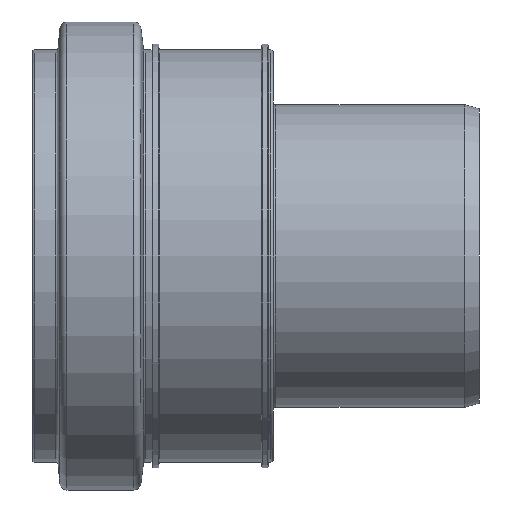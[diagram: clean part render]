
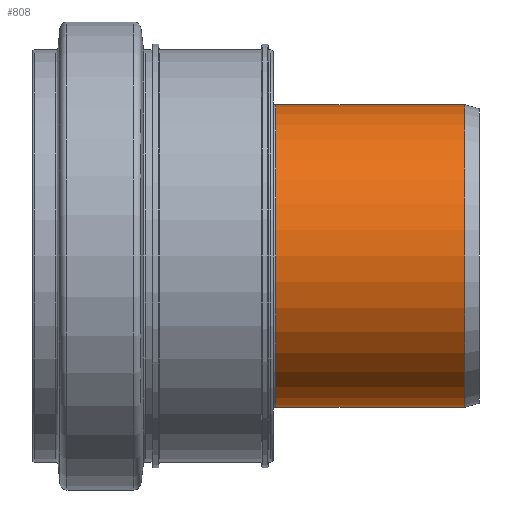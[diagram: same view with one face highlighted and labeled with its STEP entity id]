
A CAD part, front view. The second image highlights one B-rep face of the part: STEP entity #808.
In plain terms, the highlighted cylindrical face has radius 62.5 mm (diameter 125 mm), a full revolution.
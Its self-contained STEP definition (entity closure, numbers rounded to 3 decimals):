
#39=CYLINDRICAL_SURFACE('',#887,62.5);
#56=FACE_OUTER_BOUND('',#96,.T.);
#96=EDGE_LOOP('',(#565,#566,#567,#568,#569,#570,#571));
#135=LINE('',#1397,#156);
#156=VECTOR('',#1079,62.5);
#190=CIRCLE('',#884,62.5);
#191=CIRCLE('',#885,62.5);
#192=CIRCLE('',#886,62.5);
#193=CIRCLE('',#888,62.5);
#194=CIRCLE('',#889,62.5);
#302=VERTEX_POINT('',#1385);
#303=VERTEX_POINT('',#1387);
#304=VERTEX_POINT('',#1389);
#305=VERTEX_POINT('',#1393);
#306=VERTEX_POINT('',#1394);
#408=EDGE_CURVE('',#303,#302,#190,.T.);
#409=EDGE_CURVE('',#304,#303,#191,.T.);
#410=EDGE_CURVE('',#302,#304,#192,.T.);
#411=EDGE_CURVE('',#305,#306,#193,.T.);
#412=EDGE_CURVE('',#306,#305,#194,.T.);
#413=EDGE_CURVE('',#306,#304,#135,.T.);
#565=ORIENTED_EDGE('',*,*,#411,.F.);
#566=ORIENTED_EDGE('',*,*,#412,.F.);
#567=ORIENTED_EDGE('',*,*,#413,.T.);
#568=ORIENTED_EDGE('',*,*,#409,.T.);
#569=ORIENTED_EDGE('',*,*,#408,.T.);
#570=ORIENTED_EDGE('',*,*,#410,.T.);
#571=ORIENTED_EDGE('',*,*,#413,.F.);
#808=ADVANCED_FACE('',(#56),#39,.T.);
#884=AXIS2_PLACEMENT_3D('',#1388,#1067,#1068);
#885=AXIS2_PLACEMENT_3D('',#1390,#1069,#1070);
#886=AXIS2_PLACEMENT_3D('',#1391,#1071,#1072);
#887=AXIS2_PLACEMENT_3D('',#1392,#1073,#1074);
#888=AXIS2_PLACEMENT_3D('',#1395,#1075,#1076);
#889=AXIS2_PLACEMENT_3D('',#1396,#1077,#1078);
#1067=DIRECTION('center_axis',(1.,0.,0.));
#1068=DIRECTION('ref_axis',(0.,0.,-1.));
#1069=DIRECTION('center_axis',(1.,0.,0.));
#1070=DIRECTION('ref_axis',(0.,0.,-1.));
#1071=DIRECTION('center_axis',(1.,0.,0.));
#1072=DIRECTION('ref_axis',(0.,0.,-1.));
#1073=DIRECTION('center_axis',(1.,0.,0.));
#1074=DIRECTION('ref_axis',(0.,1.,0.));
#1075=DIRECTION('center_axis',(1.,0.,0.));
#1076=DIRECTION('ref_axis',(0.,0.,-1.));
#1077=DIRECTION('center_axis',(1.,0.,0.));
#1078=DIRECTION('ref_axis',(0.,0.,-1.));
#1079=DIRECTION('',(-1.,0.,0.));
#1385=CARTESIAN_POINT('',(51.571,0.,62.5));
#1387=CARTESIAN_POINT('',(51.571,62.5,0.));
#1388=CARTESIAN_POINT('Origin',(51.571,0.,0.));
#1389=CARTESIAN_POINT('',(51.571,-62.5,0.));
#1390=CARTESIAN_POINT('Origin',(51.571,0.,0.));
#1391=CARTESIAN_POINT('Origin',(51.571,0.,0.));
#1392=CARTESIAN_POINT('Origin',(90.584,0.,0.));
#1393=CARTESIAN_POINT('',(129.597,62.5,0.));
#1394=CARTESIAN_POINT('',(129.597,-62.5,0.));
#1395=CARTESIAN_POINT('Origin',(129.597,0.,0.));
#1396=CARTESIAN_POINT('Origin',(129.597,0.,0.));
#1397=CARTESIAN_POINT('',(90.584,-62.5,0.));
